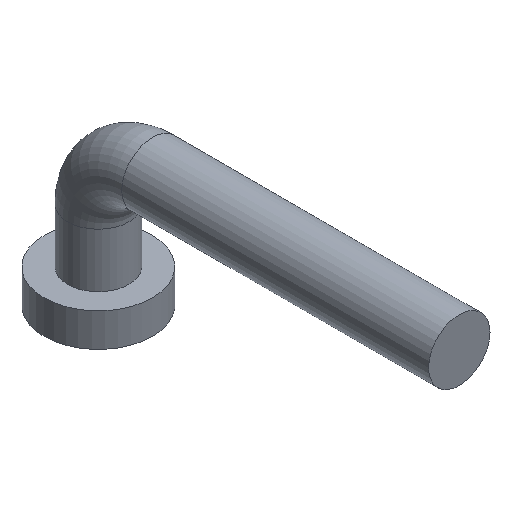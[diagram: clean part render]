
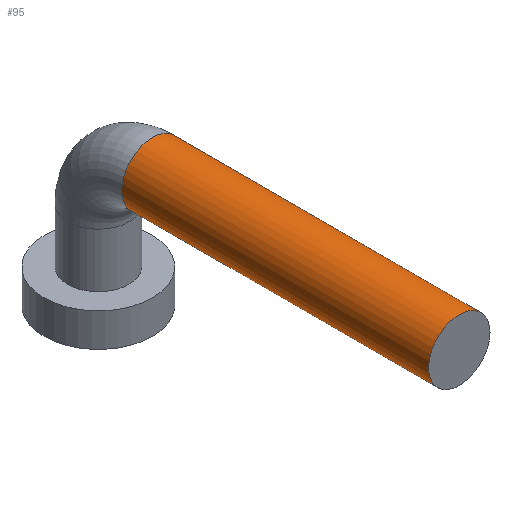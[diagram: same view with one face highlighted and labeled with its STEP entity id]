
A CAD part, isometric view. The second image highlights one B-rep face of the part: STEP entity #95.
In plain terms, the highlighted cylindrical face has radius 3.4 mm (diameter 6.8 mm), a full revolution.
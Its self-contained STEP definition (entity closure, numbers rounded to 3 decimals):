
#16 = FACE_OUTER_BOUND ( 'NONE', #75, .T. ) ;
#18 = FACE_OUTER_BOUND ( 'NONE', #64, .T. ) ;
#24 = VERTEX_POINT ( 'NONE', #164 ) ;
#25 = VERTEX_POINT ( 'NONE', #166 ) ;
#52 = CIRCLE ( 'NONE', #210, 3.4 ) ;
#56 = CIRCLE ( 'NONE', #211, 3.4 ) ;
#57 = CYLINDRICAL_SURFACE ( 'NONE', #189, 3.4 ) ;
#64 = EDGE_LOOP ( 'NONE', ( #70 ) ) ;
#69 = ORIENTED_EDGE ( 'NONE', *, *, #207, .F. ) ;
#70 = ORIENTED_EDGE ( 'NONE', *, *, #208, .T. ) ;
#75 = EDGE_LOOP ( 'NONE', ( #69 ) ) ;
#95 = ADVANCED_FACE ( 'NONE', ( #18, #16 ), #57, .T. ) ;
#105 = CARTESIAN_POINT ( 'NONE',  ( 0., -40., 15.7 ) ) ;
#106 = DIRECTION ( 'NONE',  ( 0., -1., 0. ) ) ;
#116 = CARTESIAN_POINT ( 'NONE',  ( 0., -6., 15.7 ) ) ;
#119 = DIRECTION ( 'NONE',  ( 1., 0., 0. ) ) ;
#120 = CARTESIAN_POINT ( 'NONE',  ( 0., -6., 15.7 ) ) ;
#121 = DIRECTION ( 'NONE',  ( 0., -1., 0. ) ) ;
#122 = DIRECTION ( 'NONE',  ( 1., 0., 0. ) ) ;
#150 = DIRECTION ( 'NONE',  ( 0., -1., 0. ) ) ;
#152 = DIRECTION ( 'NONE',  ( 0., 0., -1. ) ) ;
#164 = CARTESIAN_POINT ( 'NONE',  ( 3.4, -40., 15.7 ) ) ;
#166 = CARTESIAN_POINT ( 'NONE',  ( 3.4, -6., 15.7 ) ) ;
#189 = AXIS2_PLACEMENT_3D ( 'NONE', #116, #150, #152 ) ;
#207 = EDGE_CURVE ( 'NONE', #24, #24, #56, .T. ) ;
#208 = EDGE_CURVE ( 'NONE', #25, #25, #52, .T. ) ;
#210 = AXIS2_PLACEMENT_3D ( 'NONE', #120, #121, #122 ) ;
#211 = AXIS2_PLACEMENT_3D ( 'NONE', #105, #106, #119 ) ;
